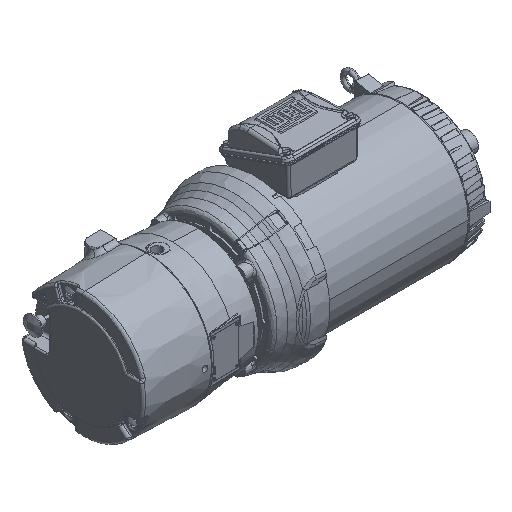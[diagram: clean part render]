
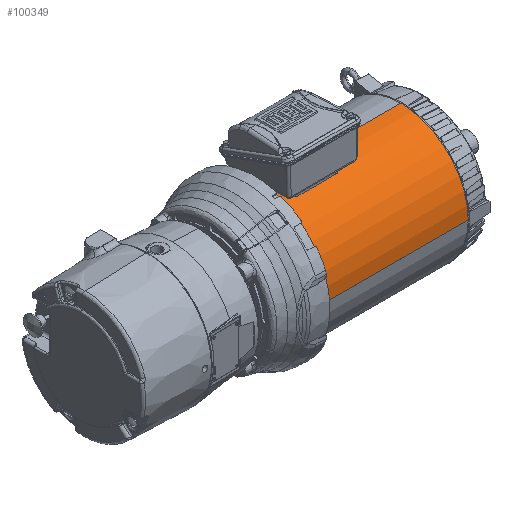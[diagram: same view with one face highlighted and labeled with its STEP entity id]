
A CAD part, isometric view. The second image highlights one B-rep face of the part: STEP entity #100349.
In plain terms, the highlighted cylindrical face has radius 124.3 mm (diameter 248.6 mm), a partial arc.
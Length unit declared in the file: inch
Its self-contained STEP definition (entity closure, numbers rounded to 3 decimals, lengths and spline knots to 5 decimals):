
#2865 = VECTOR ( 'NONE', #100113, 39.37008 ) ;
#5732 = EDGE_CURVE ( 'NONE', #45197, #96722, #21632, .T. ) ;
#6407 = AXIS2_PLACEMENT_3D ( 'NONE', #89034, #134604, #98795 ) ;
#8995 = CARTESIAN_POINT ( 'NONE',  ( 42.72023, -4.8937, 0.00085 ) ) ;
#19504 = CARTESIAN_POINT ( 'NONE',  ( 10.70866, -4.8937, 0.00085 ) ) ;
#21632 = LINE ( 'NONE', #8995, #2865 ) ;
#21727 = FACE_OUTER_BOUND ( 'NONE', #70044, .T. ) ;
#28887 = AXIS2_PLACEMENT_3D ( 'NONE', #100735, #32718, #78306 ) ;
#32718 = DIRECTION ( 'NONE',  ( 1., 0., 0. ) ) ;
#44580 = CIRCLE ( 'NONE', #6407, 4.8937 ) ;
#45197 = VERTEX_POINT ( 'NONE', #83009 ) ;
#49985 = VERTEX_POINT ( 'NONE', #142631 ) ;
#55368 = CYLINDRICAL_SURFACE ( 'NONE', #142639, 4.8937 ) ;
#64979 = ORIENTED_EDGE ( 'NONE', *, *, #5732, .T. ) ;
#70044 = EDGE_LOOP ( 'NONE', ( #79452, #64979, #85000, #85179 ) ) ;
#71568 = VERTEX_POINT ( 'NONE', #72546 ) ;
#72546 = CARTESIAN_POINT ( 'NONE',  ( 0.07874, 0., 4.8937 ) ) ;
#73814 = EDGE_CURVE ( 'NONE', #96722, #49985, #44580, .T. ) ;
#77272 = DIRECTION ( 'NONE',  ( 1., 0., 0. ) ) ;
#78306 = DIRECTION ( 'NONE',  ( 0., 0., 1. ) ) ;
#78528 = DIRECTION ( 'NONE',  ( -1., 0., 0. ) ) ;
#79452 = ORIENTED_EDGE ( 'NONE', *, *, #96332, .T. ) ;
#83009 = CARTESIAN_POINT ( 'NONE',  ( 0.07874, -4.8937, 0.00085 ) ) ;
#85000 = ORIENTED_EDGE ( 'NONE', *, *, #73814, .T. ) ;
#85179 = ORIENTED_EDGE ( 'NONE', *, *, #99664, .F. ) ;
#89034 = CARTESIAN_POINT ( 'NONE',  ( 10.70866, 0., 0. ) ) ;
#93342 = CIRCLE ( 'NONE', #28887, 4.8937 ) ;
#96332 = EDGE_CURVE ( 'NONE', #71568, #45197, #93342, .T. ) ;
#96722 = VERTEX_POINT ( 'NONE', #19504 ) ;
#98118 = VECTOR ( 'NONE', #77272, 39.37008 ) ;
#98795 = DIRECTION ( 'NONE',  ( 0., 0., 1. ) ) ;
#99664 = EDGE_CURVE ( 'NONE', #71568, #49985, #123516, .T. ) ;
#100113 = DIRECTION ( 'NONE',  ( 1., 0., 0. ) ) ;
#100349 = ADVANCED_FACE ( 'NONE', ( #21727 ), #55368, .T. ) ;
#100735 = CARTESIAN_POINT ( 'NONE',  ( 0.07874, 0., 0. ) ) ;
#123516 = LINE ( 'NONE', #147444, #98118 ) ;
#134604 = DIRECTION ( 'NONE',  ( -1., 0., 0. ) ) ;
#135305 = DIRECTION ( 'NONE',  ( 0., 0., 1. ) ) ;
#142631 = CARTESIAN_POINT ( 'NONE',  ( 10.70866, 0., 4.8937 ) ) ;
#142639 = AXIS2_PLACEMENT_3D ( 'NONE', #146527, #78528, #135305 ) ;
#146527 = CARTESIAN_POINT ( 'NONE',  ( 42.72023, 0., 0. ) ) ;
#147444 = CARTESIAN_POINT ( 'NONE',  ( 42.72023, 0., 4.8937 ) ) ;
